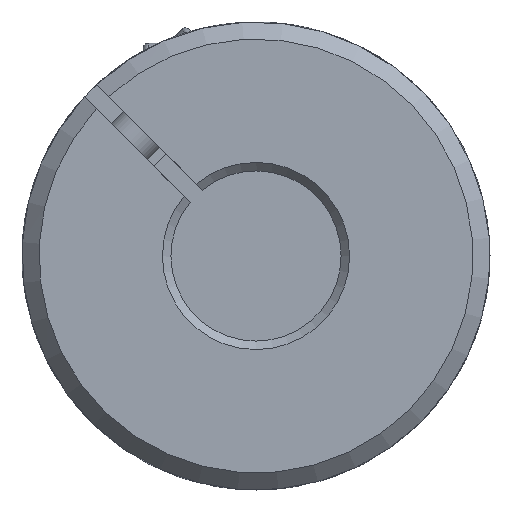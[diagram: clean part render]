
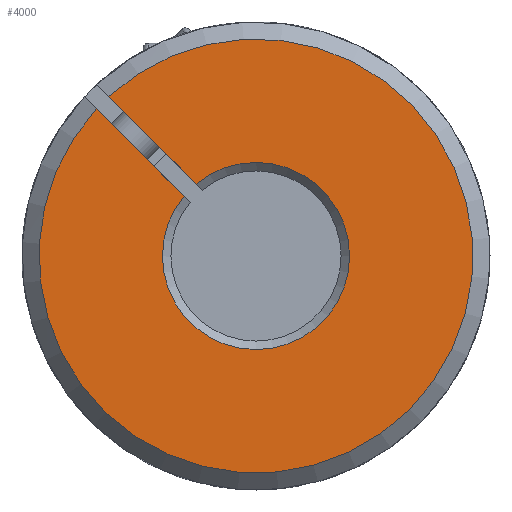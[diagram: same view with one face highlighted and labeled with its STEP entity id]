
A CAD part, left-side view. The second image highlights one B-rep face of the part: STEP entity #4000.
In plain terms, the highlighted planar face has unit normal (-1, 0, 0).
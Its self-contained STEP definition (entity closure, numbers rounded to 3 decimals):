
#41=PLANE('',#4203);
#137=LINE('',#5834,#285);
#138=LINE('',#5839,#286);
#285=VECTOR('',#4701,1000.);
#286=VECTOR('',#4704,1000.);
#439=CIRCLE('',#4204,25.5);
#440=CIRCLE('',#4205,11.);
#737=ORIENTED_EDGE('',*,*,#1605,.T.);
#738=ORIENTED_EDGE('',*,*,#1606,.F.);
#739=ORIENTED_EDGE('',*,*,#1607,.T.);
#740=ORIENTED_EDGE('',*,*,#1608,.T.);
#1605=EDGE_CURVE('',#2039,#2040,#137,.T.);
#1606=EDGE_CURVE('',#2041,#2040,#439,.T.);
#1607=EDGE_CURVE('',#2041,#2042,#138,.T.);
#1608=EDGE_CURVE('',#2042,#2039,#440,.T.);
#2039=VERTEX_POINT('',#5835);
#2040=VERTEX_POINT('',#5836);
#2041=VERTEX_POINT('',#5838);
#2042=VERTEX_POINT('',#5840);
#2303=EDGE_LOOP('',(#737,#738,#739,#740));
#2519=FACE_BOUND('',#2303,.T.);
#4000=ADVANCED_FACE('',(#2519),#41,.F.);
#4203=AXIS2_PLACEMENT_3D('',#5833,#4699,#4700);
#4204=AXIS2_PLACEMENT_3D('',#5837,#4702,#4703);
#4205=AXIS2_PLACEMENT_3D('',#5841,#4705,#4706);
#4699=DIRECTION('',(1.,0.,0.));
#4700=DIRECTION('',(0.,0.,-1.));
#4701=DIRECTION('',(0.,0.707,0.707));
#4702=DIRECTION('',(1.,0.,0.));
#4703=DIRECTION('',(0.,0.,-1.));
#4704=DIRECTION('',(0.,-0.707,-0.707));
#4705=DIRECTION('',(1.,0.,0.));
#4706=DIRECTION('',(0.,1.,0.));
#5833=CARTESIAN_POINT('',(0.,0.,0.));
#5834=CARTESIAN_POINT('',(0.,0.707,-0.707));
#5835=CARTESIAN_POINT('',(0.,8.453,7.039));
#5836=CARTESIAN_POINT('',(0.,18.724,17.31));
#5837=CARTESIAN_POINT('',(0.,0.,0.));
#5838=CARTESIAN_POINT('',(0.,17.31,18.724));
#5839=CARTESIAN_POINT('',(0.,38.184,39.598));
#5840=CARTESIAN_POINT('',(0.,7.039,8.453));
#5841=CARTESIAN_POINT('',(0.,0.,0.));
